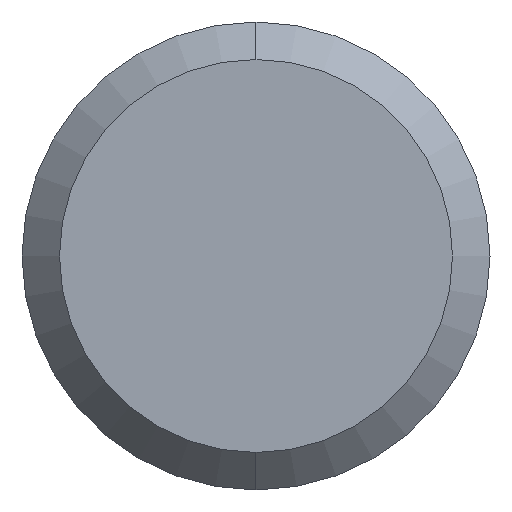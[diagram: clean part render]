
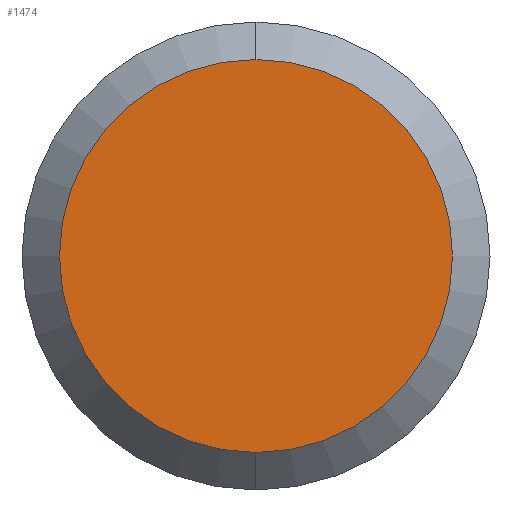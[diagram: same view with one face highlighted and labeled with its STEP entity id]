
A CAD part, left-side view. The second image highlights one B-rep face of the part: STEP entity #1474.
In plain terms, the highlighted planar face has unit normal (-1, 0, 0).
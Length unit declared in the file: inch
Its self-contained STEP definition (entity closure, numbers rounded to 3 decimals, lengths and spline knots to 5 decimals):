
#35 = ORIENTED_EDGE ( 'NONE', *, *, #986, .T. ) ;
#203 = DIRECTION ( 'NONE',  ( -1., 0., 0. ) ) ;
#570 = CIRCLE ( 'NONE', #2172, 0.10485 ) ;
#599 = EDGE_LOOP ( 'NONE', ( #35, #1158 ) ) ;
#838 = PLANE ( 'NONE',  #2437 ) ;
#894 = CIRCLE ( 'NONE', #2840, 0.10485 ) ;
#986 = EDGE_CURVE ( 'NONE', #2809, #2690, #894, .T. ) ;
#1158 = ORIENTED_EDGE ( 'NONE', *, *, #1600, .T. ) ;
#1328 = FACE_OUTER_BOUND ( 'NONE', #599, .T. ) ;
#1432 = DIRECTION ( 'NONE',  ( -1., 0., 0. ) ) ;
#1474 = ADVANCED_FACE ( 'NONE', ( #1328 ), #838, .F. ) ;
#1591 = CARTESIAN_POINT ( 'NONE',  ( 0., 0., 0. ) ) ;
#1600 = EDGE_CURVE ( 'NONE', #2690, #2809, #570, .T. ) ;
#2151 = DIRECTION ( 'NONE',  ( 1., 0., 0. ) ) ;
#2172 = AXIS2_PLACEMENT_3D ( 'NONE', #2754, #1432, #2998 ) ;
#2321 = DIRECTION ( 'NONE',  ( 0., 0., -1. ) ) ;
#2437 = AXIS2_PLACEMENT_3D ( 'NONE', #1591, #2151, #2896 ) ;
#2586 = CARTESIAN_POINT ( 'NONE',  ( 0., 0., 0.10485 ) ) ;
#2690 = VERTEX_POINT ( 'NONE', #2586 ) ;
#2707 = CARTESIAN_POINT ( 'NONE',  ( 0., 0., -0.10485 ) ) ;
#2754 = CARTESIAN_POINT ( 'NONE',  ( 0., 0., 0. ) ) ;
#2809 = VERTEX_POINT ( 'NONE', #2707 ) ;
#2840 = AXIS2_PLACEMENT_3D ( 'NONE', #3142, #203, #2321 ) ;
#2896 = DIRECTION ( 'NONE',  ( 0., 0., -1. ) ) ;
#2998 = DIRECTION ( 'NONE',  ( 0., 0., -1. ) ) ;
#3142 = CARTESIAN_POINT ( 'NONE',  ( 0., 0., 0. ) ) ;
